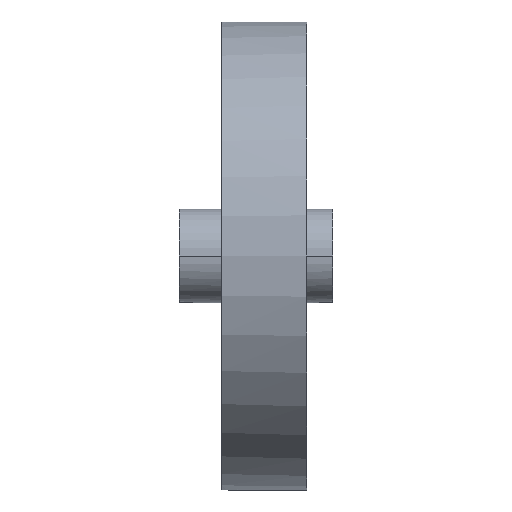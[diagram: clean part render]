
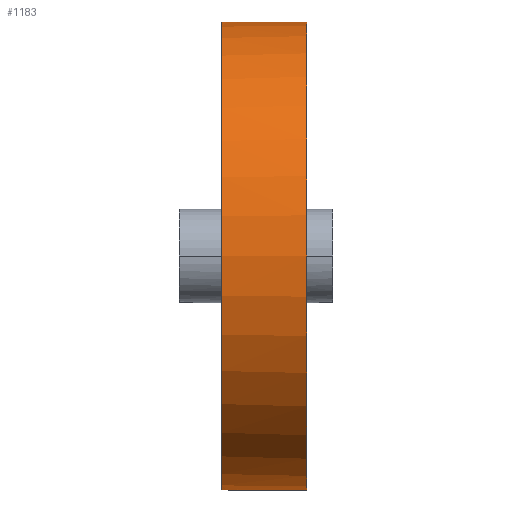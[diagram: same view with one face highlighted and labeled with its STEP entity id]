
A CAD part, left-side view. The second image highlights one B-rep face of the part: STEP entity #1183.
In plain terms, the highlighted cylindrical face has radius 34.95 mm (diameter 69.9 mm), a partial arc.
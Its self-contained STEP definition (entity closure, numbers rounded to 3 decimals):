
#56 = VERTEX_POINT ( 'NONE', #6000 ) ;
#89 = CARTESIAN_POINT ( 'NONE',  ( -1., 0., -34.936 ) ) ;
#258 = CARTESIAN_POINT ( 'NONE',  ( -1., 0., 34.936 ) ) ;
#302 = CIRCLE ( 'NONE', #5955, 34.95 ) ;
#470 = ORIENTED_EDGE ( 'NONE', *, *, #6496, .F. ) ;
#579 = EDGE_CURVE ( 'NONE', #4916, #56, #4774, .T. ) ;
#694 = CARTESIAN_POINT ( 'NONE',  ( 0., -12.7, 0. ) ) ;
#853 = CARTESIAN_POINT ( 'NONE',  ( -0.799, -0.615, 34.941 ) ) ;
#865 = CARTESIAN_POINT ( 'NONE',  ( -1., 0., -34.936 ) ) ;
#987 = AXIS2_PLACEMENT_3D ( 'NONE', #5900, #7042, #2522 ) ;
#1125 = EDGE_CURVE ( 'NONE', #4916, #2274, #302, .T. ) ;
#1183 = ADVANCED_FACE ( 'NONE', ( #7119 ), #1688, .T. ) ;
#1249 = EDGE_CURVE ( 'NONE', #4784, #3135, #1693, .T. ) ;
#1287 = DIRECTION ( 'NONE',  ( 0., 0., 1. ) ) ;
#1349 = CARTESIAN_POINT ( 'NONE',  ( 0., -1., 34.95 ) ) ;
#1415 = CARTESIAN_POINT ( 'NONE',  ( -1., -0.132, 34.936 ) ) ;
#1442 = CARTESIAN_POINT ( 'NONE',  ( -0.503, -0.874, 34.947 ) ) ;
#1461 = CARTESIAN_POINT ( 'NONE',  ( -0.974, -0.262, -34.936 ) ) ;
#1671 = CARTESIAN_POINT ( 'NONE',  ( 0., -12.7, -34.95 ) ) ;
#1688 = CYLINDRICAL_SURFACE ( 'NONE', #987, 34.95 ) ;
#1693 = B_SPLINE_CURVE_WITH_KNOTS ( 'NONE', 3,
 ( #258, #1415, #3725, #4300, #853, #4857, #1442, #5436, #2024, #6011 ),
 .UNSPECIFIED., .F., .F.,
 ( 4, 2, 2, 2, 4 ),
 ( 0., 0., 0.001, 0.001, 0.002 ),
 .UNSPECIFIED. ) ;
#1985 = CARTESIAN_POINT ( 'NONE',  ( -1., -0.132, -34.936 ) ) ;
#2024 = CARTESIAN_POINT ( 'NONE',  ( -0.13, -1., 34.95 ) ) ;
#2044 = CARTESIAN_POINT ( 'NONE',  ( -0.799, -0.615, -34.941 ) ) ;
#2053 = CARTESIAN_POINT ( 'NONE',  ( 0., -12.7, 34.95 ) ) ;
#2070 = ORIENTED_EDGE ( 'NONE', *, *, #7331, .T. ) ;
#2274 = VERTEX_POINT ( 'NONE', #4536 ) ;
#2282 = ORIENTED_EDGE ( 'NONE', *, *, #5219, .T. ) ;
#2522 = DIRECTION ( 'NONE',  ( 0., 0., 1. ) ) ;
#2560 = ORIENTED_EDGE ( 'NONE', *, *, #579, .F. ) ;
#2657 = CARTESIAN_POINT ( 'NONE',  ( -0.503, -0.874, -34.947 ) ) ;
#2665 = DIRECTION ( 'NONE',  ( 0., 1., 0. ) ) ;
#2722 = CARTESIAN_POINT ( 'NONE',  ( -1., 0., 34.936 ) ) ;
#2948 = DIRECTION ( 'NONE',  ( 0., 1., 0. ) ) ;
#3135 = VERTEX_POINT ( 'NONE', #1349 ) ;
#3178 = ORIENTED_EDGE ( 'NONE', *, *, #1125, .T. ) ;
#3220 = CARTESIAN_POINT ( 'NONE',  ( -0.13, -1., -34.95 ) ) ;
#3224 = B_SPLINE_CURVE_WITH_KNOTS ( 'NONE', 3,
 ( #865, #1985, #1461, #5451, #2044, #6029, #2657, #6594, #3220, #7151 ),
 .UNSPECIFIED., .F., .F.,
 ( 4, 2, 2, 2, 4 ),
 ( 0., 0., 0.001, 0.001, 0.002 ),
 .UNSPECIFIED. ) ;
#3260 = CARTESIAN_POINT ( 'NONE',  ( 0., 0., 0. ) ) ;
#3298 = VECTOR ( 'NONE', #2665, 1000. ) ;
#3476 = LINE ( 'NONE', #2053, #3298 ) ;
#3478 = VERTEX_POINT ( 'NONE', #89 ) ;
#3616 = CIRCLE ( 'NONE', #4486, 34.95 ) ;
#3725 = CARTESIAN_POINT ( 'NONE',  ( -0.974, -0.262, 34.936 ) ) ;
#3825 = DIRECTION ( 'NONE',  ( 0., 0., 1. ) ) ;
#4300 = CARTESIAN_POINT ( 'NONE',  ( -0.874, -0.504, 34.939 ) ) ;
#4486 = AXIS2_PLACEMENT_3D ( 'NONE', #3260, #7191, #3825 ) ;
#4536 = CARTESIAN_POINT ( 'NONE',  ( 0., -12.7, 34.95 ) ) ;
#4551 = ORIENTED_EDGE ( 'NONE', *, *, #1249, .F. ) ;
#4713 = EDGE_LOOP ( 'NONE', ( #2560, #3178, #2282, #4551, #470, #2070 ) ) ;
#4718 = DIRECTION ( 'NONE',  ( 0., 1., 0. ) ) ;
#4774 = LINE ( 'NONE', #1671, #6267 ) ;
#4784 = VERTEX_POINT ( 'NONE', #2722 ) ;
#4857 = CARTESIAN_POINT ( 'NONE',  ( -0.615, -0.8, 34.945 ) ) ;
#4916 = VERTEX_POINT ( 'NONE', #6880 ) ;
#5219 = EDGE_CURVE ( 'NONE', #2274, #3135, #3476, .T. ) ;
#5436 = CARTESIAN_POINT ( 'NONE',  ( -0.262, -0.974, 34.949 ) ) ;
#5451 = CARTESIAN_POINT ( 'NONE',  ( -0.874, -0.504, -34.939 ) ) ;
#5900 = CARTESIAN_POINT ( 'NONE',  ( 0., -12.7, 0. ) ) ;
#5955 = AXIS2_PLACEMENT_3D ( 'NONE', #694, #4718, #1287 ) ;
#6000 = CARTESIAN_POINT ( 'NONE',  ( 0., -1., -34.95 ) ) ;
#6011 = CARTESIAN_POINT ( 'NONE',  ( 0., -1., 34.95 ) ) ;
#6029 = CARTESIAN_POINT ( 'NONE',  ( -0.615, -0.8, -34.945 ) ) ;
#6267 = VECTOR ( 'NONE', #2948, 1000. ) ;
#6496 = EDGE_CURVE ( 'NONE', #3478, #4784, #3616, .T. ) ;
#6594 = CARTESIAN_POINT ( 'NONE',  ( -0.262, -0.974, -34.949 ) ) ;
#6880 = CARTESIAN_POINT ( 'NONE',  ( 0., -12.7, -34.95 ) ) ;
#7042 = DIRECTION ( 'NONE',  ( 0., 1., 0. ) ) ;
#7119 = FACE_OUTER_BOUND ( 'NONE', #4713, .T. ) ;
#7151 = CARTESIAN_POINT ( 'NONE',  ( 0., -1., -34.95 ) ) ;
#7191 = DIRECTION ( 'NONE',  ( 0., 1., 0. ) ) ;
#7331 = EDGE_CURVE ( 'NONE', #3478, #56, #3224, .T. ) ;
